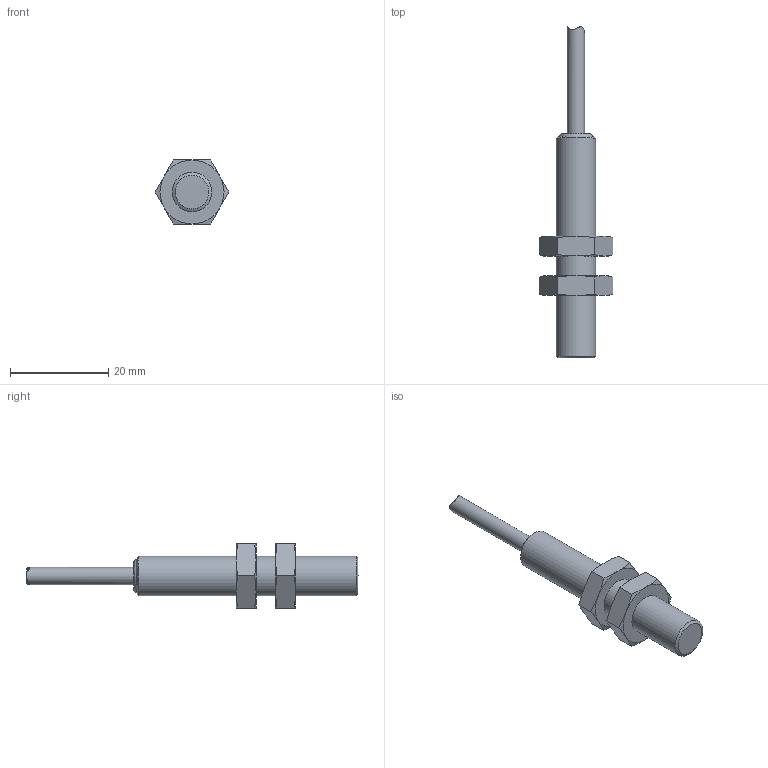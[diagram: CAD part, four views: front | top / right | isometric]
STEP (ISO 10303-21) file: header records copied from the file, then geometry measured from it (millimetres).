
FILE_DESCRIPTION (( 'STEP AP214' ), '1' );
FILE_NAME ('DW-AD-509-M8.STEP', '2019-09-11T20:53:07', ( '' ), ( '' ), 'SwSTEP 2.0', 'SolidWorks 2018', '' );
FILE_SCHEMA (( 'AUTOMOTIVE_DESIGN' ));
Length unit declared in the file: inch
Products named in the file (1): DW-AD-509-M8
Bounding box: 15.01 x 67.43 x 13 mm (x, y, z)
Volume: 3385.3 mm3; surface area: 2474.7 mm2
Topology: 4 solids, 4 shells, 55 faces, 118 edges, 71 vertices
Faces by surface type: cone 30, plane 19, cylinder 4, bspline 2
Full cylindrical faces by diameter (mm): 3.5 x1, 6.917 x2, 8 x1
Entity records: 1784 total; most frequent: CARTESIAN_POINT 681, ORIENTED_EDGE 204, DIRECTION 190, EDGE_CURVE 102, AXIS2_PLACEMENT_3D 89, EDGE_LOOP 70, VERTEX_POINT 66, FACE_OUTER_BOUND 60
